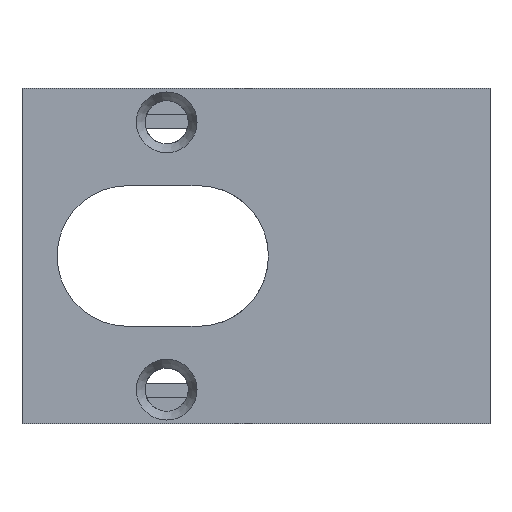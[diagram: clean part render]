
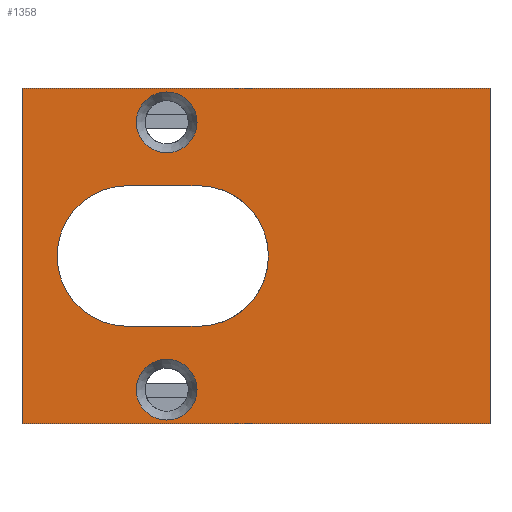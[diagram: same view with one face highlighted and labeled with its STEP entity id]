
A CAD part, front view. The second image highlights one B-rep face of the part: STEP entity #1358.
In plain terms, the highlighted planar face has unit normal (0, -1, 0).
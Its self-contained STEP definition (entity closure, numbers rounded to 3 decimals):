
#20=FACE_BOUND('',#164,.T.);
#21=FACE_BOUND('',#165,.T.);
#22=FACE_BOUND('',#166,.T.);
#43=PLANE('',#1472);
#94=FACE_OUTER_BOUND('',#163,.T.);
#163=EDGE_LOOP('',(#1051,#1052,#1053,#1054));
#164=EDGE_LOOP('',(#1055));
#165=EDGE_LOOP('',(#1056,#1057,#1058,#1059));
#166=EDGE_LOOP('',(#1060));
#235=CIRCLE('',#1469,1.73);
#238=CIRCLE('',#1473,1.73);
#239=CIRCLE('',#1474,4.);
#240=CIRCLE('',#1475,4.);
#277=LINE('',#1976,#423);
#299=LINE('',#2037,#445);
#347=LINE('',#2155,#493);
#348=LINE('',#2156,#494);
#349=LINE('',#2163,#495);
#350=LINE('',#2166,#496);
#423=VECTOR('',#1574,10.);
#445=VECTOR('',#1624,10.);
#493=VECTOR('',#1724,10.);
#494=VECTOR('',#1725,10.);
#495=VECTOR('',#1730,10.);
#496=VECTOR('',#1733,10.);
#577=VERTEX_POINT('',#1973);
#578=VERTEX_POINT('',#1975);
#602=VERTEX_POINT('',#2034);
#603=VERTEX_POINT('',#2036);
#645=VERTEX_POINT('',#2147);
#648=VERTEX_POINT('',#2157);
#649=VERTEX_POINT('',#2159);
#650=VERTEX_POINT('',#2160);
#651=VERTEX_POINT('',#2162);
#652=VERTEX_POINT('',#2164);
#715=EDGE_CURVE('',#578,#577,#277,.T.);
#745=EDGE_CURVE('',#603,#602,#299,.T.);
#801=EDGE_CURVE('',#645,#645,#235,.T.);
#805=EDGE_CURVE('',#602,#578,#347,.T.);
#806=EDGE_CURVE('',#603,#577,#348,.T.);
#807=EDGE_CURVE('',#648,#648,#238,.T.);
#808=EDGE_CURVE('',#649,#650,#239,.T.);
#809=EDGE_CURVE('',#651,#649,#349,.T.);
#810=EDGE_CURVE('',#651,#652,#240,.T.);
#811=EDGE_CURVE('',#652,#650,#350,.T.);
#1051=ORIENTED_EDGE('',*,*,#745,.T.);
#1052=ORIENTED_EDGE('',*,*,#805,.T.);
#1053=ORIENTED_EDGE('',*,*,#715,.T.);
#1054=ORIENTED_EDGE('',*,*,#806,.F.);
#1055=ORIENTED_EDGE('',*,*,#807,.F.);
#1056=ORIENTED_EDGE('',*,*,#808,.F.);
#1057=ORIENTED_EDGE('',*,*,#809,.F.);
#1058=ORIENTED_EDGE('',*,*,#810,.T.);
#1059=ORIENTED_EDGE('',*,*,#811,.T.);
#1060=ORIENTED_EDGE('',*,*,#801,.F.);
#1358=ADVANCED_FACE('',(#94,#20,#21,#22),#43,.T.);
#1469=AXIS2_PLACEMENT_3D('',#2148,#1715,#1716);
#1472=AXIS2_PLACEMENT_3D('',#2154,#1722,#1723);
#1473=AXIS2_PLACEMENT_3D('',#2158,#1726,#1727);
#1474=AXIS2_PLACEMENT_3D('',#2161,#1728,#1729);
#1475=AXIS2_PLACEMENT_3D('',#2165,#1731,#1732);
#1574=DIRECTION('',(-1.,0.,0.));
#1624=DIRECTION('',(1.,0.,0.));
#1715=DIRECTION('center_axis',(0.,-1.,0.));
#1716=DIRECTION('ref_axis',(-1.,0.,0.));
#1722=DIRECTION('center_axis',(0.,-1.,0.));
#1723=DIRECTION('ref_axis',(0.,0.,-1.));
#1724=DIRECTION('',(0.,0.,1.));
#1725=DIRECTION('',(0.,0.,1.));
#1726=DIRECTION('center_axis',(0.,-1.,0.));
#1727=DIRECTION('ref_axis',(-1.,0.,0.));
#1728=DIRECTION('center_axis',(0.,-1.,0.));
#1729=DIRECTION('ref_axis',(-0.707,0.,0.707));
#1730=DIRECTION('',(-1.,0.,0.));
#1731=DIRECTION('center_axis',(0.,1.,0.));
#1732=DIRECTION('ref_axis',(-1.,0.,0.));
#1733=DIRECTION('',(-1.,0.,0.));
#1973=CARTESIAN_POINT('',(-13.56,-5.,9.55));
#1975=CARTESIAN_POINT('',(13.05,-5.,9.55));
#1976=CARTESIAN_POINT('',(13.05,-5.,9.55));
#2034=CARTESIAN_POINT('',(13.05,-5.,-9.55));
#2036=CARTESIAN_POINT('',(-13.56,-5.,-9.55));
#2037=CARTESIAN_POINT('',(-13.05,-5.,-9.55));
#2147=CARTESIAN_POINT('',(-3.606,-5.,-7.6));
#2148=CARTESIAN_POINT('Origin',(-5.335,-5.,-7.6));
#2154=CARTESIAN_POINT('Origin',(0.,-5.,0.));
#2155=CARTESIAN_POINT('',(13.05,-5.,-9.55));
#2156=CARTESIAN_POINT('',(-13.56,-5.,-9.55));
#2157=CARTESIAN_POINT('',(-3.606,-5.,7.6));
#2158=CARTESIAN_POINT('Origin',(-5.335,-5.,7.6));
#2159=CARTESIAN_POINT('',(-7.56,-5.,4.));
#2160=CARTESIAN_POINT('',(-7.56,-5.,-4.));
#2161=CARTESIAN_POINT('Origin',(-7.56,-5.,0.));
#2162=CARTESIAN_POINT('',(-3.55,-5.,4.));
#2163=CARTESIAN_POINT('',(-9.65,-5.,4.));
#2164=CARTESIAN_POINT('',(-3.55,-5.,-4.));
#2165=CARTESIAN_POINT('Origin',(-3.55,-5.,0.));
#2166=CARTESIAN_POINT('',(-9.65,-5.,-4.));
